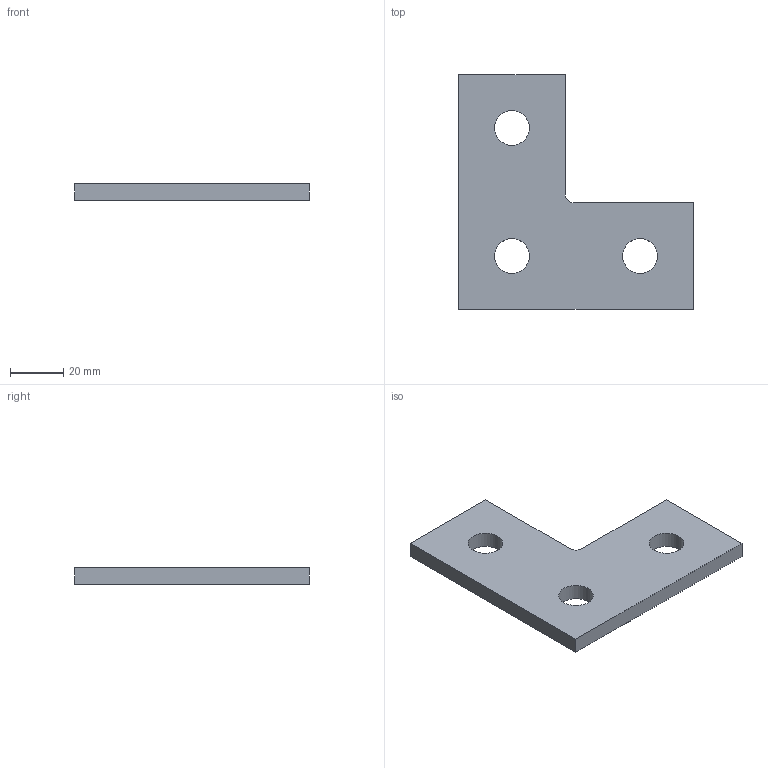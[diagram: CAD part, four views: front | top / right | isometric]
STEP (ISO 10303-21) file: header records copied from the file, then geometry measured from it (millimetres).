
FILE_DESCRIPTION (( 'STEP AP203' ), '1' );
FILE_NAME ('Ïëàñòèíà ñîåäèíèòåëüíàÿ L-îáðàçíàÿ_BMD1021HDZ.STEP', '2012-11-16T13:57:09', ( 'Àñååâ' ), ( '' ), 'SwSTEP 2.0', 'SolidWorks 2012', '' );
FILE_SCHEMA (( 'CONFIG_CONTROL_DESIGN' ));
Length unit declared in the file: millimetre
Products named in the file (1): Ïëàñòèíà ñîåäèíèòåëüíàÿ L-îáðàçíàÿ_BMD1021HDZ
Bounding box: 88 x 88 x 6 mm (x, y, z)
Volume: 30262.4 mm3; surface area: 12926.9 mm2
Topology: 1 solids, 1 shells, 12 faces, 30 edges, 20 vertices
Faces by surface type: plane 8, cylinder 4
Full cylindrical faces by diameter (mm): 13 x3
Entity records: 436 total; most frequent: DIRECTION 61, CARTESIAN_POINT 60, ORIENTED_EDGE 54, EDGE_CURVE 27, EDGE_LOOP 21, AXIS2_PLACEMENT_3D 21, VERTEX_POINT 20, LINE 19
